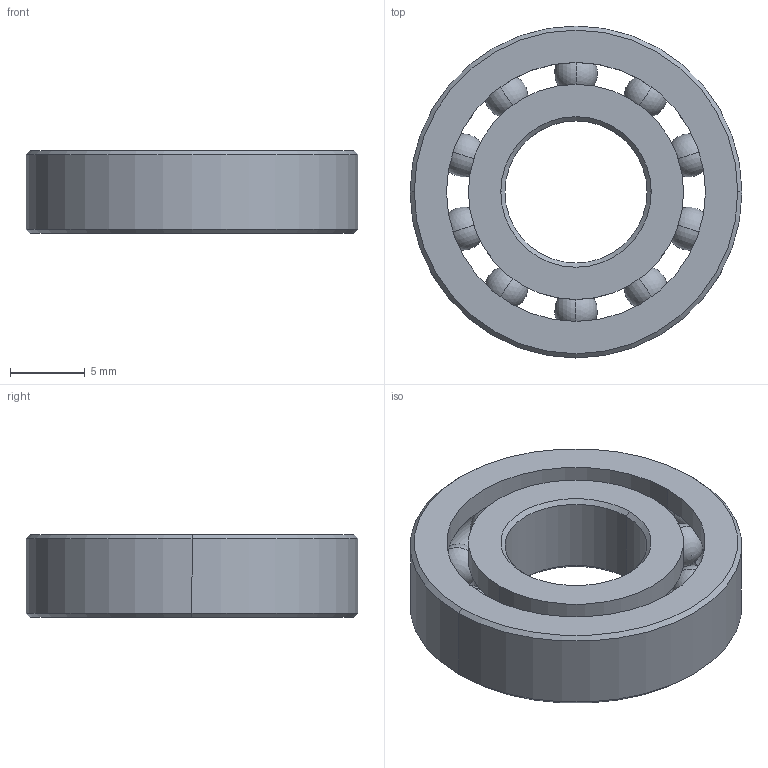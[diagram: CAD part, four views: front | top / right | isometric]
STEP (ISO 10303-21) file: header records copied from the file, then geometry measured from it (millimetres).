
FILE_DESCRIPTION (( 'STEP AP214' ), '1' );
FILE_NAME ('am-0936 .375ID .875OD FR6 Bearing REV2.STEP', '2018-06-25T19:50:54', ( '' ), ( '' ), 'SwSTEP 2.0', 'SolidWorks 2017', '' );
FILE_SCHEMA (( 'AUTOMOTIVE_DESIGN' ));
Length unit declared in the file: inch
Products named in the file (1): am-0936 .375ID .875OD FR6 Bearing REV2
Bounding box: 22.23 x 22.23 x 5.56 mm (x, y, z)
Volume: 1347.2 mm3; surface area: 1872.4 mm2
Topology: 12 solids, 12 shells, 50 faces, 130 edges, 84 vertices
Faces by surface type: sphere 20, cylinder 12, cone 8, torus 6, plane 4
Entity records: 1583 total; most frequent: DIRECTION 242, CARTESIAN_POINT 185, ORIENTED_EDGE 160, AXIS2_PLACEMENT_3D 111, EDGE_CURVE 80, CIRCLE 60, VERTEX_POINT 54, EDGE_LOOP 54
